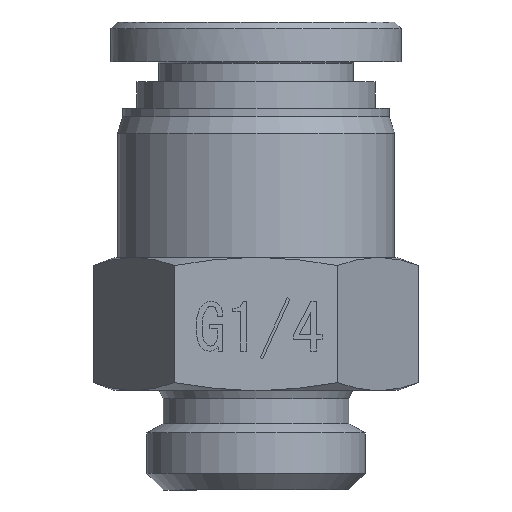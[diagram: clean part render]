
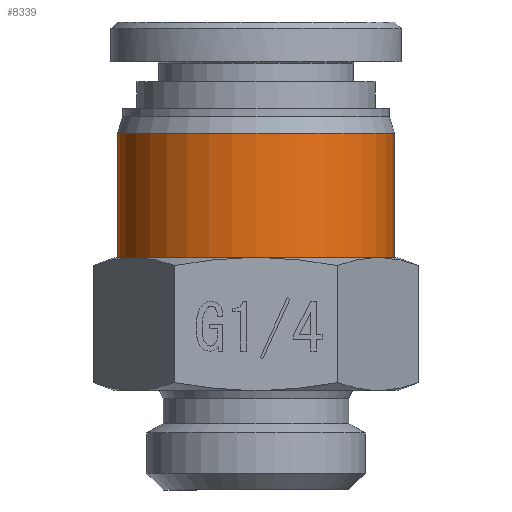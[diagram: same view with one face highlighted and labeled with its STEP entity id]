
A CAD part, front view. The second image highlights one B-rep face of the part: STEP entity #8339.
In plain terms, the highlighted cylindrical face has radius 8.35 mm (diameter 16.7 mm), a full revolution.
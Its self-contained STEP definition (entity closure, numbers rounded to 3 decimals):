
#8308=CARTESIAN_POINT('',(-8.35,14.0,0.0));
#8309=VERTEX_POINT('',#8308);
#8310=CARTESIAN_POINT('',(0.,14.0,0.0));
#8311=DIRECTION('',(0.0,1.0,0.0));
#8312=DIRECTION('',(-1.0,0.0,0.0));
#8313=AXIS2_PLACEMENT_3D('',#8310,#8311,#8312);
#8314=CIRCLE('',#8313,8.35);
#8315=EDGE_CURVE('',#8309,#8309,#8314,.T.);
#8320=CARTESIAN_POINT('',(0.,17.75,0.0));
#8321=DIRECTION('',(0.,1.0,0.0));
#8322=DIRECTION('',(-1.0,0.0,0.0));
#8323=AXIS2_PLACEMENT_3D('',#8320,#8321,#8322);
#8324=CYLINDRICAL_SURFACE('',#8323,8.35);
#8325=CARTESIAN_POINT('',(-8.35,21.5,0.0));
#8326=VERTEX_POINT('',#8325);
#8327=CARTESIAN_POINT('',(0.,21.5,0.0));
#8328=DIRECTION('',(0.0,1.0,0.0));
#8329=DIRECTION('',(-1.0,0.0,0.0));
#8330=AXIS2_PLACEMENT_3D('',#8327,#8328,#8329);
#8331=CIRCLE('',#8330,8.35);
#8332=EDGE_CURVE('',#8326,#8326,#8331,.T.);
#8333=ORIENTED_EDGE('',*,*,#8332,.F.);
#8334=EDGE_LOOP('',(#8333));
#8335=FACE_OUTER_BOUND('',#8334,.T.);
#8336=ORIENTED_EDGE('',*,*,#8315,.T.);
#8337=EDGE_LOOP('',(#8336));
#8338=FACE_BOUND('',#8337,.T.);
#8339=ADVANCED_FACE('',(#8335,#8338),#8324,.T.);
